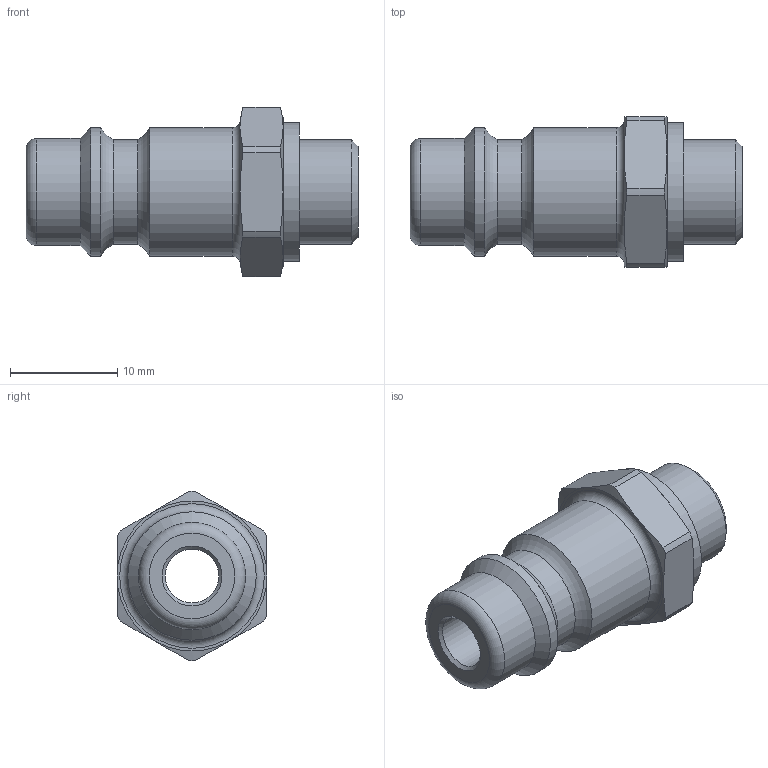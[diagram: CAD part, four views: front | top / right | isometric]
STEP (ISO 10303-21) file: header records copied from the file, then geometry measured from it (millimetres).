
FILE_DESCRIPTION((''),'2;1');
FILE_NAME('26sfaw10mxx.stp','2013-06-07T10:37:48',('IA176480'),(''),'Autodesk Inventor 2011','Autodesk Inventor 2011','');
FILE_SCHEMA(('AUTOMOTIVE_DESIGN { 1 0 10303 214 1 1 1 1 }'));
Length unit declared in the file: millimetre
Products named in the file (3): D106785; D106784; D105313
Assembly tree (2 placements, depth 2):
  D106785
    D106784
    D105313
Bounding box: 31 x 14 x 15.8 mm (x, y, z)
Volume: 2558.4 mm3; surface area: 2066 mm2
Topology: 2 solids, 2 shells, 49 faces, 106 edges, 63 vertices
Faces by surface type: cone 16, cylinder 15, plane 14, torus 4
Full cylindrical faces by diameter (mm): 5 x1, 9.728 x1, 9.75 x1, 10 x1, 12 x2, 13 x1
Entity records: 1321 total; most frequent: CARTESIAN_POINT 256, DIRECTION 222, ORIENTED_EDGE 182, AXIS2_PLACEMENT_3D 101, EDGE_CURVE 91, EDGE_LOOP 70, VERTEX_POINT 63, FACE_OUTER_BOUND 49
